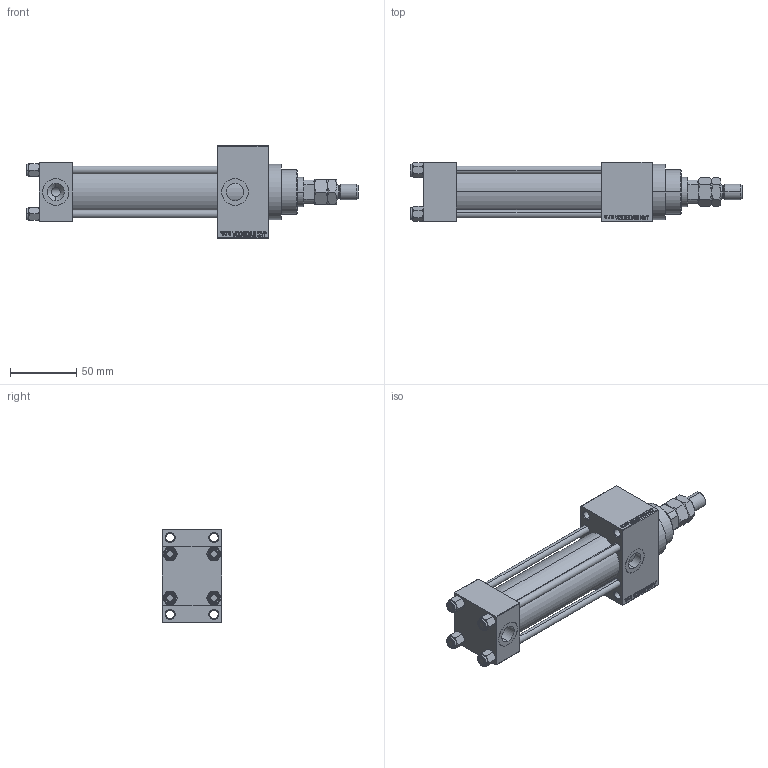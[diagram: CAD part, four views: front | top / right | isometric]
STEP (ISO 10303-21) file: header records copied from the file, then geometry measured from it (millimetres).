
FILE_DESCRIPTION (( 'STEP AP203' ), '1' );
FILE_NAME ('706a.STEP', '2023-08-23T05:47:12', ( '' ), ( '' ), 'SwSTEP 2.0', 'SolidWorks 2019', '' );
FILE_SCHEMA (( 'CONFIG_CONTROL_DESIGN' ));
Length unit declared in the file: millimetre
Products named in the file (7): V215_VC_A 3963c542cf134261f3421fb89d8ee436; V215CR_VCP_D 3963c542cf134261f3421fb89d8ee436; NUT_M5_D 3963c542cf134261f3421fb89d8ee436; 706a; MTA 3963c542cf134261f3421fb89d8ee436; V215CR_D_Body 3963c542cf134261f3421fb89d8ee436; V215CR_D_TYCINKA 3963c542cf134261f3421fb89d8ee436
Assembly tree (12 placements, depth 2):
  706a
    V215CR_D_Body 3963c542cf134261f3421fb89d8ee436
    V215CR_VCP_D 3963c542cf134261f3421fb89d8ee436
    NUT_M5_D 3963c542cf134261f3421fb89d8ee436  x4
    V215CR_D_TYCINKA 3963c542cf134261f3421fb89d8ee436  x4
    V215_VC_A 3963c542cf134261f3421fb89d8ee436
    MTA 3963c542cf134261f3421fb89d8ee436
Bounding box: 251 x 45 x 70 mm (x, y, z)
Volume: 300986.8 mm3; surface area: 103637.4 mm2
Topology: 12 solids, 12 shells, 1152 faces, 2844 edges, 1829 vertices
Faces by surface type: plane 511, bspline 368, cone 170, cylinder 93, torus 10
Entity records: 48721 total; most frequent: CARTESIAN_POINT 25573, ORIENTED_EDGE 5180, DIRECTION 3370, EDGE_CURVE 2590, VERTEX_POINT 1685, VECTOR 1522, LINE 1522, EDGE_LOOP 1165
